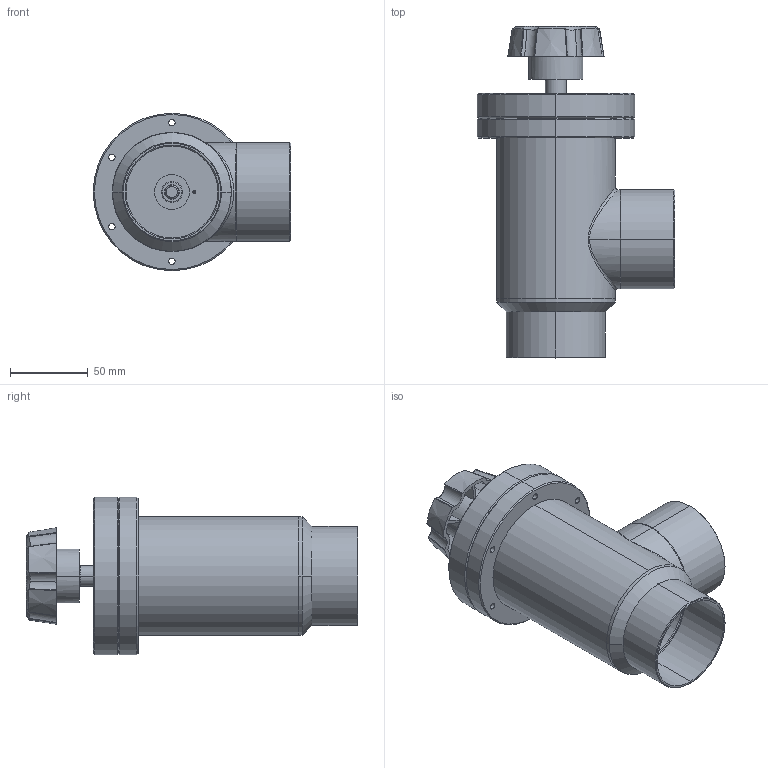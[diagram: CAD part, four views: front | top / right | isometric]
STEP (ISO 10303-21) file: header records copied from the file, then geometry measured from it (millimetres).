
FILE_DESCRIPTION (( 'STEP AP214' ), '1' );
FILE_NAME ('A-250-H_ANGLE_VALVE_RIGHT_ANGLE_VITON_BONNET_MANUAL.STEP', '2020-03-19T05:31:35', ( 'admin' ), ( 'Microsoft' ), 'SwSTEP 2.0', 'SolidWorks 2016', '' );
FILE_SCHEMA (( 'AUTOMOTIVE_DESIGN' ));
Length unit declared in the file: inch
Products named in the file (1): A-250-H_ANGLE_VALVE_RIGHT_ANGLE_VITON_BONNET_MANUAL
Bounding box: 126.68 x 212.84 x 100.97 mm (x, y, z)
Volume: 297915.9 mm3; surface area: 155518.3 mm2
Topology: 9 solids, 9 shells, 295 faces, 746 edges, 489 vertices
Faces by surface type: cylinder 128, cone 80, plane 71, bspline 16
Entity records: 12168 total; most frequent: CARTESIAN_POINT 4995, ORIENTED_EDGE 1492, DIRECTION 1433, EDGE_CURVE 746, AXIS2_PLACEMENT_3D 604, VERTEX_POINT 489, EDGE_LOOP 357, CIRCLE 324
